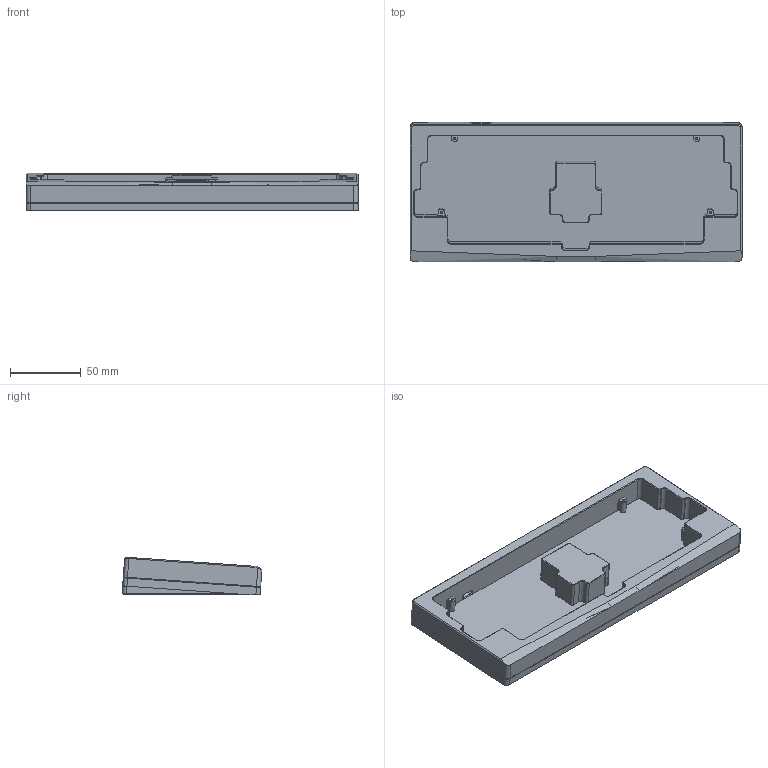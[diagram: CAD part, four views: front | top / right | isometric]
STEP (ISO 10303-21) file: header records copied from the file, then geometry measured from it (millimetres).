
FILE_DESCRIPTION(/* description */ (''),/* implementation_level */ '2;1');
FILE_NAME(/* name */ 'Infernum Case.step',/* time_stamp */ '2023-12-20T17:32:15-05:00',/* author */ (''),/* organization */ (''),/* preprocessor_version */ 'ST-DEVELOPER v20',/* originating_system */ 'Autodesk Translation Framework v12.14.0.127',/* authorisation */ '');
FILE_SCHEMA (('AUTOMOTIVE_DESIGN { 1 0 10303 214 3 1 1 }'));
Length unit declared in the file: millimetre
Products named in the file (1): Infernum Case
Bounding box: 235.2 x 99 x 26.6 mm (x, y, z)
Volume: 252265.7 mm3; surface area: 74979.8 mm2
Topology: 1 solids, 1 shells, 266 faces, 656 edges, 400 vertices
Faces by surface type: plane 140, cylinder 66, cone 54, bspline 6
Full cylindrical faces by diameter (mm): 1.7 x4
Entity records: 7925 total; most frequent: CARTESIAN_POINT 1529, DIRECTION 1354, ORIENTED_EDGE 1308, EDGE_CURVE 654, LINE 456, VECTOR 456, AXIS2_PLACEMENT_3D 449, VERTEX_POINT 400
